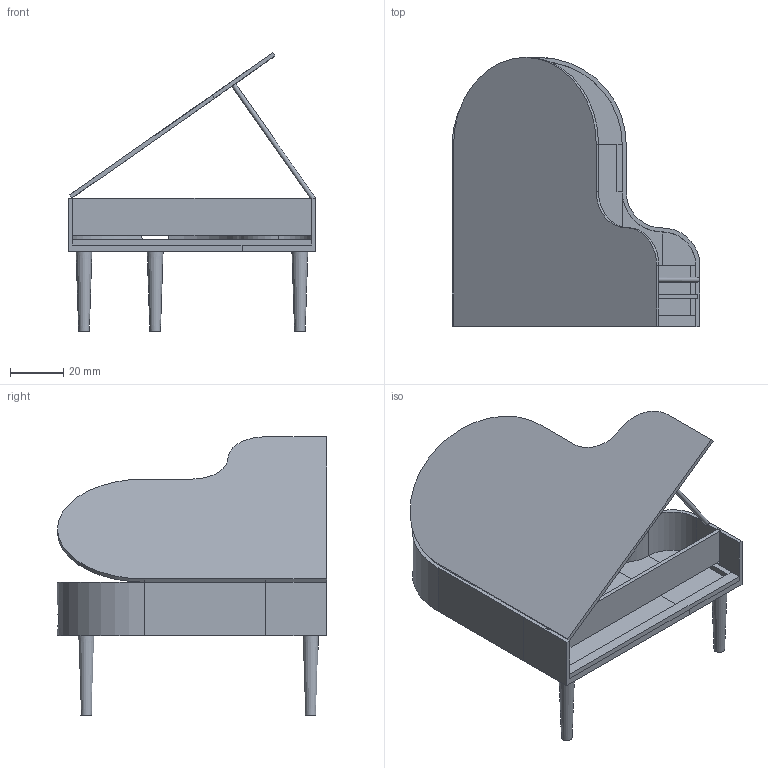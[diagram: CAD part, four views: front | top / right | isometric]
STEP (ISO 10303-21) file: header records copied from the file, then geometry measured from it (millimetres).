
FILE_DESCRIPTION(('FreeCAD Model'),'2;1');
FILE_NAME('Open CASCADE Shape Model','2021-10-20T11:46:56',('Author'),( ''),'Open CASCADE STEP processor 7.5','FreeCAD','Unknown');
FILE_SCHEMA(('AUTOMOTIVE_DESIGN { 1 0 10303 214 1 1 1 1 }'));
Length unit declared in the file: millimetre
Products named in the file (9): _019_07_02_21_37___PiezoPiano; Beine; Bein_1; Bein_2; Bein_3; Platte_Vorne; Abdeckung; Ständer; Basis
Assembly tree (11 placements, depth 3):
  _019_07_02_21_37___PiezoPiano
    Beine
      Bein_1
      Bein_2
      Bein_3
    Bein_1
    Bein_2
    Bein_3
    Platte_Vorne
    Abdeckung
    Ständer
    Basis
Bounding box: 93.5 x 101.5 x 105.02 mm (x, y, z)
Volume: 42310.2 mm3; surface area: 45969.7 mm2
Topology: 10 solids, 10 shells, 107 faces, 231 edges, 146 vertices
Faces by surface type: plane 84, cylinder 17, cone 6
Full cylindrical faces by diameter (mm): 1.8 x1, 4 x2, 5 x1
Entity records: 6117 total; most frequent: CARTESIAN_POINT 1425, DIRECTION 816, LINE 482, VECTOR 482, ORIENTED_EDGE 444, PCURVE 444, DEFINITIONAL_REPRESENTATION 444, EDGE_CURVE 222
